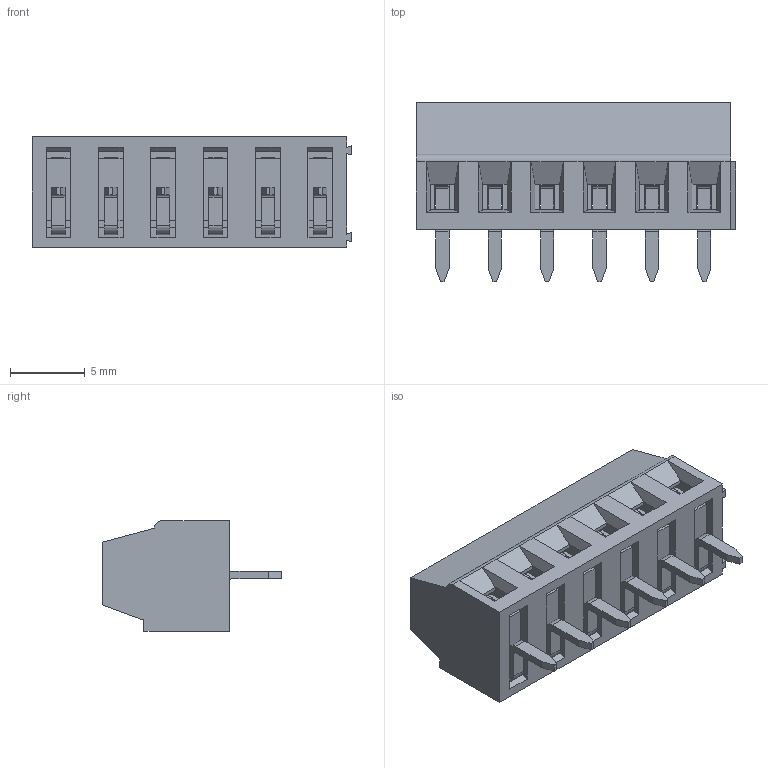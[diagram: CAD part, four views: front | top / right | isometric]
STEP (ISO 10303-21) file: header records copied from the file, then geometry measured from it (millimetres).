
FILE_DESCRIPTION (( 'STEP AP214' ), '1' );
FILE_NAME ('EBWA-06-A.STEP', '2024-09-21T17:19:36', ( '' ), ( '' ), 'SwSTEP 2.0', 'SolidWorks 2021', '' );
FILE_SCHEMA (( 'AUTOMOTIVE_DESIGN' ));
Length unit declared in the file: inch
Products named in the file (1): EBWA-06-A
Bounding box: 21.39 x 12.01 x 7.39 mm (x, y, z)
Volume: 941.9 mm3; surface area: 2310.1 mm2
Topology: 19 solids, 19 shells, 583 faces, 1563 edges, 988 vertices
Faces by surface type: plane 372, cylinder 121, cone 60, torus 30
Entity records: 18912 total; most frequent: CARTESIAN_POINT 3255, ORIENTED_EDGE 3126, DIRECTION 3081, EDGE_CURVE 1563, VECTOR 1165, LINE 1165, VERTEX_POINT 988, AXIS2_PLACEMENT_3D 958
